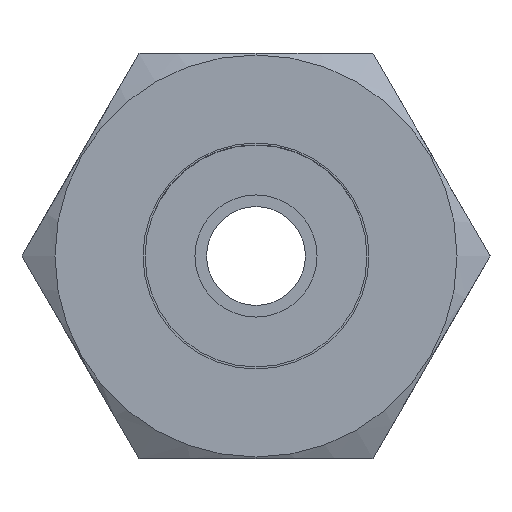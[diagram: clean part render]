
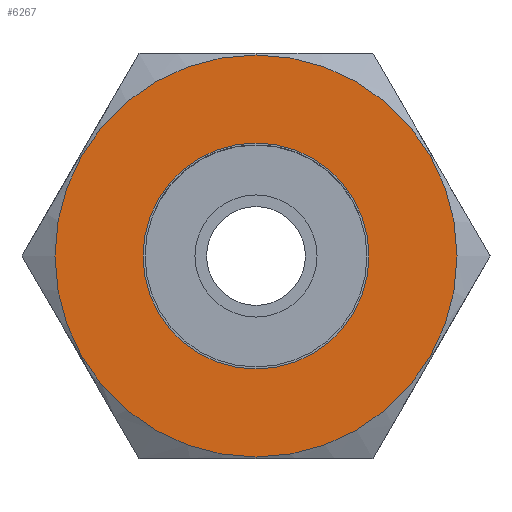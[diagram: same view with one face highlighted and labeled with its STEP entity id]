
A CAD part, left-side view. The second image highlights one B-rep face of the part: STEP entity #6267.
In plain terms, the highlighted planar face has unit normal (-1, 0, 0).
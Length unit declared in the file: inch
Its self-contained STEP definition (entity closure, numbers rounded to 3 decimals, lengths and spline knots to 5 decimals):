
#343 = DIRECTION ( 'NONE',  ( 0., 0., -1. ) ) ;
#1104 = EDGE_LOOP ( 'NONE', ( #19120, #30071 ) ) ;
#1181 = AXIS2_PLACEMENT_3D ( 'NONE', #12466, #30400, #6804 ) ;
#1769 = DIRECTION ( 'NONE',  ( 0., 0., -1. ) ) ;
#4490 = DIRECTION ( 'NONE',  ( 1., 0., 0. ) ) ;
#5731 = FACE_BOUND ( 'NONE', #1104, .T. ) ;
#5871 = VERTEX_POINT ( 'NONE', #20440 ) ;
#6267 = ADVANCED_FACE ( 'NONE', ( #5731, #24413 ), #31993, .T. ) ;
#6804 = DIRECTION ( 'NONE',  ( 0., 0., -1. ) ) ;
#7031 = CARTESIAN_POINT ( 'NONE',  ( -1.118, 0., -0.62 ) ) ;
#8178 = CIRCLE ( 'NONE', #21286, 0.62 ) ;
#8439 = AXIS2_PLACEMENT_3D ( 'NONE', #11638, #16772, #21961 ) ;
#9951 = DIRECTION ( 'NONE',  ( 0., 0., -1. ) ) ;
#10981 = VERTEX_POINT ( 'NONE', #29856 ) ;
#11638 = CARTESIAN_POINT ( 'NONE',  ( -1.118, 0.3485, 0. ) ) ;
#12466 = CARTESIAN_POINT ( 'NONE',  ( -1.118, 0., 0. ) ) ;
#12617 = AXIS2_PLACEMENT_3D ( 'NONE', #23294, #20969, #343 ) ;
#12676 = CIRCLE ( 'NONE', #1181, 0.62 ) ;
#13913 = VERTEX_POINT ( 'NONE', #7031 ) ;
#16772 = DIRECTION ( 'NONE',  ( -1., 0., 0. ) ) ;
#17576 = EDGE_CURVE ( 'NONE', #5871, #13913, #8178, .T. ) ;
#18039 = ORIENTED_EDGE ( 'NONE', *, *, #17576, .F. ) ;
#19097 = EDGE_LOOP ( 'NONE', ( #25925, #18039 ) ) ;
#19120 = ORIENTED_EDGE ( 'NONE', *, *, #27150, .T. ) ;
#20074 = CARTESIAN_POINT ( 'NONE',  ( -1.118, 0., 0. ) ) ;
#20440 = CARTESIAN_POINT ( 'NONE',  ( -1.118, 0., 0.62 ) ) ;
#20969 = DIRECTION ( 'NONE',  ( 1., 0., 0. ) ) ;
#21286 = AXIS2_PLACEMENT_3D ( 'NONE', #20074, #4490, #9951 ) ;
#21723 = EDGE_CURVE ( 'NONE', #31081, #10981, #23468, .T. ) ;
#21961 = DIRECTION ( 'NONE',  ( 0., 0., 1. ) ) ;
#22080 = DIRECTION ( 'NONE',  ( 1., 0., 0. ) ) ;
#22376 = CARTESIAN_POINT ( 'NONE',  ( -1.118, 0., 0.3485 ) ) ;
#22956 = CIRCLE ( 'NONE', #30909, 0.3485 ) ;
#23294 = CARTESIAN_POINT ( 'NONE',  ( -1.118, 0., 0. ) ) ;
#23468 = CIRCLE ( 'NONE', #12617, 0.3485 ) ;
#24413 = FACE_OUTER_BOUND ( 'NONE', #19097, .T. ) ;
#25722 = EDGE_CURVE ( 'NONE', #13913, #5871, #12676, .T. ) ;
#25925 = ORIENTED_EDGE ( 'NONE', *, *, #25722, .F. ) ;
#27150 = EDGE_CURVE ( 'NONE', #10981, #31081, #22956, .T. ) ;
#27175 = CARTESIAN_POINT ( 'NONE',  ( -1.118, 0., 0. ) ) ;
#29856 = CARTESIAN_POINT ( 'NONE',  ( -1.118, 0., -0.3485 ) ) ;
#30071 = ORIENTED_EDGE ( 'NONE', *, *, #21723, .T. ) ;
#30400 = DIRECTION ( 'NONE',  ( 1., 0., 0. ) ) ;
#30909 = AXIS2_PLACEMENT_3D ( 'NONE', #27175, #22080, #1769 ) ;
#31081 = VERTEX_POINT ( 'NONE', #22376 ) ;
#31993 = PLANE ( 'NONE',  #8439 ) ;
